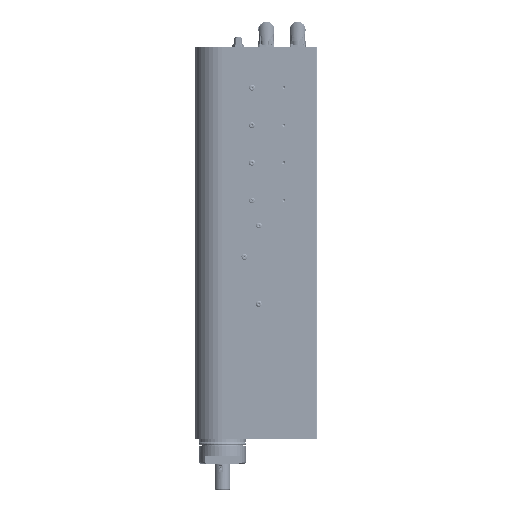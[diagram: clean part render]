
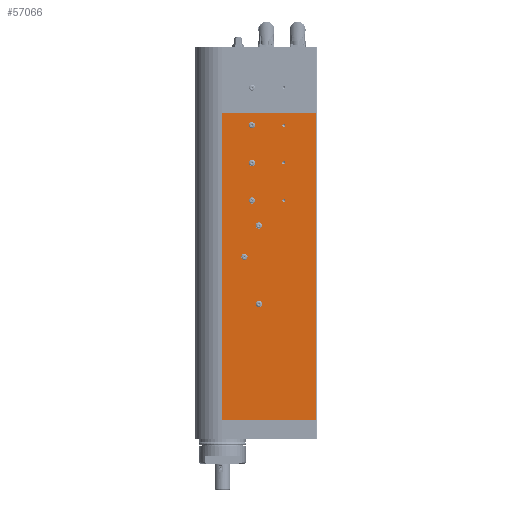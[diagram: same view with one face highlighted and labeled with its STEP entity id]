
A CAD part, left-side view. The second image highlights one B-rep face of the part: STEP entity #57066.
In plain terms, the highlighted planar face has unit normal (-1, 0, 0).
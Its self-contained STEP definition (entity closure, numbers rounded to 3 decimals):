
#1501 = CARTESIAN_POINT ( 'NONE',  ( -44., -98.038, 472.4 ) ) ;
#4158 = AXIS2_PLACEMENT_3D ( 'NONE', #105496, #41115, #15706 ) ;
#5416 = DIRECTION ( 'NONE',  ( -1., 0., 0. ) ) ;
#5856 = CARTESIAN_POINT ( 'NONE',  ( -44., -149., 560. ) ) ;
#6489 = AXIS2_PLACEMENT_3D ( 'NONE', #125009, #111474, #88521 ) ;
#7792 = CARTESIAN_POINT ( 'NONE',  ( -44., -98.038, 412.4 ) ) ;
#8228 = EDGE_CURVE ( 'NONE', #59864, #58137, #151435, .T. ) ;
#8873 = VERTEX_POINT ( 'NONE', #114571 ) ;
#9880 = ORIENTED_EDGE ( 'NONE', *, *, #147224, .T. ) ;
#11952 = DIRECTION ( 'NONE',  ( 0., -1., 0. ) ) ;
#12430 = FACE_BOUND ( 'NONE', #108979, .T. ) ;
#15287 = DIRECTION ( 'NONE',  ( -1., 0., 0. ) ) ;
#15547 = CIRCLE ( 'NONE', #110282, 5. ) ;
#15706 = DIRECTION ( 'NONE',  ( 0., 0., -1. ) ) ;
#17464 = DIRECTION ( 'NONE',  ( 0., 0., 1. ) ) ;
#19604 = CIRCLE ( 'NONE', #114220, 5. ) ;
#20037 = DIRECTION ( 'NONE',  ( -1., 0., 0. ) ) ;
#20128 = CARTESIAN_POINT ( 'NONE',  ( -44., -47.019, 474.9 ) ) ;
#20961 = VERTEX_POINT ( 'NONE', #20128 ) ;
#21248 = EDGE_LOOP ( 'NONE', ( #117065, #33307, #93544, #9880 ) ) ;
#21553 = CARTESIAN_POINT ( 'NONE',  ( -44., -58.022, 184.9 ) ) ;
#21755 = AXIS2_PLACEMENT_3D ( 'NONE', #107848, #5416, #54539 ) ;
#23173 = DIRECTION ( 'NONE',  ( 0., 0., -1. ) ) ;
#24625 = CARTESIAN_POINT ( 'NONE',  ( -44., -151., 0.1 ) ) ;
#26468 = EDGE_CURVE ( 'NONE', #8873, #65927, #155559, .T. ) ;
#30483 = DIRECTION ( 'NONE',  ( 0., 0., 1. ) ) ;
#33307 = ORIENTED_EDGE ( 'NONE', *, *, #107493, .T. ) ;
#34823 = EDGE_CURVE ( 'NONE', #61127, #61127, #15547, .T. ) ;
#35690 = CARTESIAN_POINT ( 'NONE',  ( -44., -47.019, 354.9 ) ) ;
#36197 = DIRECTION ( 'NONE',  ( 0., 0., 1. ) ) ;
#36983 = EDGE_CURVE ( 'NONE', #149154, #149154, #91445, .T. ) ;
#37565 = EDGE_CURVE ( 'NONE', #123762, #123762, #77727, .T. ) ;
#37835 = PLANE ( 'NONE',  #4158 ) ;
#38664 = FACE_BOUND ( 'NONE', #86141, .T. ) ;
#39071 = CARTESIAN_POINT ( 'NONE',  ( -44., -58.022, 309.9 ) ) ;
#40338 = DIRECTION ( 'NONE',  ( 0., 0., 1. ) ) ;
#40424 = CARTESIAN_POINT ( 'NONE',  ( -44., -98.038, 352.4 ) ) ;
#40541 = VECTOR ( 'NONE', #23173, 1000. ) ;
#41115 = DIRECTION ( 'NONE',  ( 1., 0., 0. ) ) ;
#43320 = ORIENTED_EDGE ( 'NONE', *, *, #129834, .F. ) ;
#44519 = ORIENTED_EDGE ( 'NONE', *, *, #34823, .F. ) ;
#47078 = ORIENTED_EDGE ( 'NONE', *, *, #145633, .F. ) ;
#53433 = DIRECTION ( 'NONE',  ( 0., 1., 0. ) ) ;
#53850 = FACE_BOUND ( 'NONE', #112030, .T. ) ;
#54539 = DIRECTION ( 'NONE',  ( 0., 0., 1. ) ) ;
#54752 = DIRECTION ( 'NONE',  ( -1., 0., 0. ) ) ;
#57066 = ADVANCED_FACE ( 'NONE', ( #53850, #129224, #38664, #12430, #65697, #154649, #116513, #157085, #141901, #144379 ), #37835, .F. ) ;
#57526 = DIRECTION ( 'NONE',  ( 0., 0., 1. ) ) ;
#58137 = VERTEX_POINT ( 'NONE', #149904 ) ;
#58887 = ORIENTED_EDGE ( 'NONE', *, *, #161737, .F. ) ;
#59864 = VERTEX_POINT ( 'NONE', #79012 ) ;
#60638 = CARTESIAN_POINT ( 'NONE',  ( -44., 0., 0.1 ) ) ;
#60894 = ORIENTED_EDGE ( 'NONE', *, *, #74588, .F. ) ;
#61127 = VERTEX_POINT ( 'NONE', #35690 ) ;
#64766 = EDGE_LOOP ( 'NONE', ( #154798 ) ) ;
#65257 = VECTOR ( 'NONE', #53433, 1000. ) ;
#65697 = FACE_BOUND ( 'NONE', #64766, .T. ) ;
#65927 = VERTEX_POINT ( 'NONE', #60638 ) ;
#66112 = EDGE_LOOP ( 'NONE', ( #58887 ) ) ;
#67576 = AXIS2_PLACEMENT_3D ( 'NONE', #158006, #54752, #40338 ) ;
#68324 = VERTEX_POINT ( 'NONE', #132666 ) ;
#71213 = CIRCLE ( 'NONE', #146830, 5. ) ;
#73180 = DIRECTION ( 'NONE',  ( -1., 0., 0. ) ) ;
#74588 = EDGE_CURVE ( 'NONE', #68324, #68324, #71213, .T. ) ;
#75817 = CIRCLE ( 'NONE', #162507, 5. ) ;
#77727 = CIRCLE ( 'NONE', #129127, 2.5 ) ;
#77966 = DIRECTION ( 'NONE',  ( 0., 0., 1. ) ) ;
#79012 = CARTESIAN_POINT ( 'NONE',  ( -44., -149., 0.1 ) ) ;
#79606 = LINE ( 'NONE', #105891, #65257 ) ;
#81225 = VERTEX_POINT ( 'NONE', #99852 ) ;
#84114 = CARTESIAN_POINT ( 'NONE',  ( -44., -47.019, 409.9 ) ) ;
#85463 = CARTESIAN_POINT ( 'NONE',  ( -44., -58.022, 189.9 ) ) ;
#86141 = EDGE_LOOP ( 'NONE', ( #130775 ) ) ;
#87232 = VECTOR ( 'NONE', #57526, 1000. ) ;
#88521 = DIRECTION ( 'NONE',  ( 0., 0., 1. ) ) ;
#89233 = CARTESIAN_POINT ( 'NONE',  ( -44., -35.017, 259.9 ) ) ;
#91211 = CARTESIAN_POINT ( 'NONE',  ( -44., 0., 560. ) ) ;
#91445 = CIRCLE ( 'NONE', #137415, 5. ) ;
#93544 = ORIENTED_EDGE ( 'NONE', *, *, #26468, .T. ) ;
#95942 = EDGE_LOOP ( 'NONE', ( #44519 ) ) ;
#99852 = CARTESIAN_POINT ( 'NONE',  ( -44., -35.017, 264.9 ) ) ;
#101901 = ORIENTED_EDGE ( 'NONE', *, *, #37565, .F. ) ;
#105496 = CARTESIAN_POINT ( 'NONE',  ( -44., -151., 560. ) ) ;
#105891 = CARTESIAN_POINT ( 'NONE',  ( -44., -151., 490. ) ) ;
#105905 = DIRECTION ( 'NONE',  ( -1., 0., 0. ) ) ;
#107493 = EDGE_CURVE ( 'NONE', #58137, #8873, #79606, .T. ) ;
#107848 = CARTESIAN_POINT ( 'NONE',  ( -44., -98.038, 349.9 ) ) ;
#108979 = EDGE_LOOP ( 'NONE', ( #43320 ) ) ;
#109222 = CIRCLE ( 'NONE', #6489, 5. ) ;
#110282 = AXIS2_PLACEMENT_3D ( 'NONE', #135984, #20037, #17464 ) ;
#111474 = DIRECTION ( 'NONE',  ( -1., 0., 0. ) ) ;
#112030 = EDGE_LOOP ( 'NONE', ( #47078 ) ) ;
#114220 = AXIS2_PLACEMENT_3D ( 'NONE', #89233, #116298, #127378 ) ;
#114571 = CARTESIAN_POINT ( 'NONE',  ( -44., 0., 490. ) ) ;
#116298 = DIRECTION ( 'NONE',  ( -1., 0., 0. ) ) ;
#116513 = FACE_BOUND ( 'NONE', #95942, .T. ) ;
#117065 = ORIENTED_EDGE ( 'NONE', *, *, #8228, .T. ) ;
#117624 = EDGE_LOOP ( 'NONE', ( #60894 ) ) ;
#123762 = VERTEX_POINT ( 'NONE', #7792 ) ;
#124467 = CIRCLE ( 'NONE', #67576, 2.5 ) ;
#124843 = DIRECTION ( 'NONE',  ( 0., 0., 1. ) ) ;
#125009 = CARTESIAN_POINT ( 'NONE',  ( -44., -47.019, 469.9 ) ) ;
#127378 = DIRECTION ( 'NONE',  ( 0., 0., 1. ) ) ;
#128741 = LINE ( 'NONE', #24625, #138323 ) ;
#129127 = AXIS2_PLACEMENT_3D ( 'NONE', #152177, #141893, #36197 ) ;
#129224 = FACE_BOUND ( 'NONE', #129671, .T. ) ;
#129671 = EDGE_LOOP ( 'NONE', ( #101901 ) ) ;
#129834 = EDGE_CURVE ( 'NONE', #81225, #81225, #19604, .T. ) ;
#130775 = ORIENTED_EDGE ( 'NONE', *, *, #145144, .F. ) ;
#132666 = CARTESIAN_POINT ( 'NONE',  ( -44., -58.022, 314.9 ) ) ;
#135984 = CARTESIAN_POINT ( 'NONE',  ( -44., -47.019, 349.9 ) ) ;
#136456 = CARTESIAN_POINT ( 'NONE',  ( -44., -47.019, 414.9 ) ) ;
#137415 = AXIS2_PLACEMENT_3D ( 'NONE', #84114, #15287, #30483 ) ;
#137951 = EDGE_CURVE ( 'NONE', #151493, #151493, #75817, .T. ) ;
#138323 = VECTOR ( 'NONE', #11952, 1000. ) ;
#141240 = VERTEX_POINT ( 'NONE', #40424 ) ;
#141893 = DIRECTION ( 'NONE',  ( -1., 0., 0. ) ) ;
#141901 = FACE_BOUND ( 'NONE', #66112, .T. ) ;
#142546 = EDGE_LOOP ( 'NONE', ( #161363 ) ) ;
#144379 = FACE_OUTER_BOUND ( 'NONE', #21248, .T. ) ;
#145144 = EDGE_CURVE ( 'NONE', #154795, #154795, #124467, .T. ) ;
#145633 = EDGE_CURVE ( 'NONE', #141240, #141240, #148860, .T. ) ;
#146830 = AXIS2_PLACEMENT_3D ( 'NONE', #39071, #105905, #77966 ) ;
#147224 = EDGE_CURVE ( 'NONE', #65927, #59864, #128741, .T. ) ;
#148860 = CIRCLE ( 'NONE', #21755, 2.5 ) ;
#149154 = VERTEX_POINT ( 'NONE', #136456 ) ;
#149904 = CARTESIAN_POINT ( 'NONE',  ( -44., -149., 490. ) ) ;
#151435 = LINE ( 'NONE', #5856, #87232 ) ;
#151493 = VERTEX_POINT ( 'NONE', #85463 ) ;
#152177 = CARTESIAN_POINT ( 'NONE',  ( -44., -98.038, 409.9 ) ) ;
#154649 = FACE_BOUND ( 'NONE', #117624, .T. ) ;
#154795 = VERTEX_POINT ( 'NONE', #1501 ) ;
#154798 = ORIENTED_EDGE ( 'NONE', *, *, #137951, .F. ) ;
#155559 = LINE ( 'NONE', #91211, #40541 ) ;
#157085 = FACE_BOUND ( 'NONE', #142546, .T. ) ;
#158006 = CARTESIAN_POINT ( 'NONE',  ( -44., -98.038, 469.9 ) ) ;
#161363 = ORIENTED_EDGE ( 'NONE', *, *, #36983, .F. ) ;
#161737 = EDGE_CURVE ( 'NONE', #20961, #20961, #109222, .T. ) ;
#162507 = AXIS2_PLACEMENT_3D ( 'NONE', #21553, #73180, #124843 ) ;
